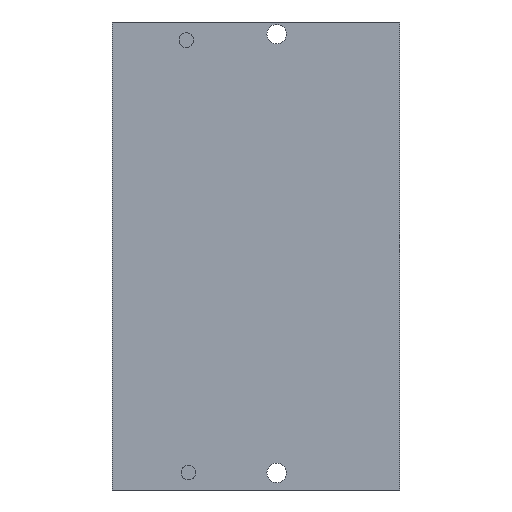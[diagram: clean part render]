
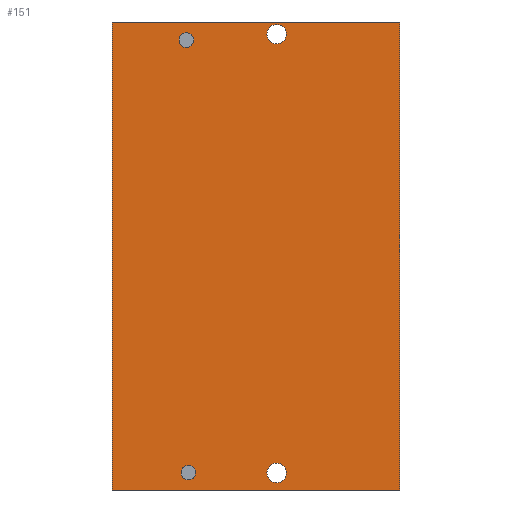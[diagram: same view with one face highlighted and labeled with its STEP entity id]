
A CAD part, front view. The second image highlights one B-rep face of the part: STEP entity #151.
In plain terms, the highlighted planar face has unit normal (0, -1, 0).
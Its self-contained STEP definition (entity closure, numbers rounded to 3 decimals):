
#65 = DIRECTION ( 'NONE',  ( 0., -1., 0. ) ) ;
#95 = DIRECTION ( 'NONE',  ( 0., 0., -1. ) ) ;
#99 = ORIENTED_EDGE ( 'NONE', *, *, #1596, .F. ) ;
#119 = VERTEX_POINT ( 'NONE', #2728 ) ;
#151 = ADVANCED_FACE ( 'NONE', ( #2060, #1806, #2830, #503, #2246 ), #3275, .T. ) ;
#202 = LINE ( 'NONE', #2240, #2312 ) ;
#220 = CARTESIAN_POINT ( 'NONE',  ( 31.75, -21., 1.5 ) ) ;
#256 = CARTESIAN_POINT ( 'NONE',  ( 15.126, -21., 3.565 ) ) ;
#293 = AXIS2_PLACEMENT_3D ( 'NONE', #1876, #65, #1892 ) ;
#338 = CARTESIAN_POINT ( 'NONE',  ( 11.706, -21., 92.279 ) ) ;
#383 = CARTESIAN_POINT ( 'NONE',  ( 31.75, -21., 93.5 ) ) ;
#396 = CIRCLE ( 'NONE', #293, 1.5 ) ;
#398 = CIRCLE ( 'NONE', #2043, 1.5 ) ;
#429 = AXIS2_PLACEMENT_3D ( 'NONE', #2579, #639, #945 ) ;
#503 = FACE_BOUND ( 'NONE', #1623, .T. ) ;
#554 = CARTESIAN_POINT ( 'NONE',  ( 13.206, -21., 92.279 ) ) ;
#563 = EDGE_LOOP ( 'NONE', ( #2058, #2279 ) ) ;
#570 = CIRCLE ( 'NONE', #2798, 2. ) ;
#615 = DIRECTION ( 'NONE',  ( 0., 0., -1. ) ) ;
#639 = DIRECTION ( 'NONE',  ( 0., -1., 0. ) ) ;
#646 = CARTESIAN_POINT ( 'NONE',  ( 31.75, -21., 91.5 ) ) ;
#669 = DIRECTION ( 'NONE',  ( 0., 0., -1. ) ) ;
#699 = DIRECTION ( 'NONE',  ( 0., 0., -1. ) ) ;
#737 = CARTESIAN_POINT ( 'NONE',  ( -2., -21., 96. ) ) ;
#745 = CARTESIAN_POINT ( 'NONE',  ( 57., -21., 96. ) ) ;
#818 = VERTEX_POINT ( 'NONE', #256 ) ;
#833 = AXIS2_PLACEMENT_3D ( 'NONE', #1161, #3249, #1953 ) ;
#853 = DIRECTION ( 'NONE',  ( 0., -1., 0. ) ) ;
#855 = EDGE_CURVE ( 'NONE', #2271, #2637, #3099, .T. ) ;
#862 = EDGE_LOOP ( 'NONE', ( #2823, #1234 ) ) ;
#870 = AXIS2_PLACEMENT_3D ( 'NONE', #554, #1875, #1600 ) ;
#880 = VERTEX_POINT ( 'NONE', #2426 ) ;
#919 = DIRECTION ( 'NONE',  ( -1., 0., 0. ) ) ;
#945 = DIRECTION ( 'NONE',  ( 0., 0., -1. ) ) ;
#949 = VECTOR ( 'NONE', #1049, 1000. ) ;
#1018 = EDGE_CURVE ( 'NONE', #1085, #1928, #1937, .T. ) ;
#1049 = DIRECTION ( 'NONE',  ( 0., 0., -1. ) ) ;
#1073 = VERTEX_POINT ( 'NONE', #220 ) ;
#1085 = VERTEX_POINT ( 'NONE', #745 ) ;
#1123 = CARTESIAN_POINT ( 'NONE',  ( -2., -21., 0. ) ) ;
#1161 = CARTESIAN_POINT ( 'NONE',  ( 31.75, -21., 3.5 ) ) ;
#1198 = VECTOR ( 'NONE', #1682, 1000. ) ;
#1202 = ORIENTED_EDGE ( 'NONE', *, *, #2069, .T. ) ;
#1234 = ORIENTED_EDGE ( 'NONE', *, *, #855, .F. ) ;
#1292 = ORIENTED_EDGE ( 'NONE', *, *, #1831, .F. ) ;
#1326 = VERTEX_POINT ( 'NONE', #1123 ) ;
#1374 = EDGE_CURVE ( 'NONE', #818, #2842, #3310, .T. ) ;
#1379 = CARTESIAN_POINT ( 'NONE',  ( 13.626, -21., 3.565 ) ) ;
#1410 = LINE ( 'NONE', #2721, #2361 ) ;
#1415 = DIRECTION ( 'NONE',  ( 0., 0., -1. ) ) ;
#1505 = CIRCLE ( 'NONE', #1783, 2. ) ;
#1522 = ORIENTED_EDGE ( 'NONE', *, *, #2566, .F. ) ;
#1596 = EDGE_CURVE ( 'NONE', #880, #1073, #570, .T. ) ;
#1600 = DIRECTION ( 'NONE',  ( 0., 0., -1. ) ) ;
#1623 = EDGE_LOOP ( 'NONE', ( #2986, #99 ) ) ;
#1635 = AXIS2_PLACEMENT_3D ( 'NONE', #1379, #1950, #95 ) ;
#1676 = CARTESIAN_POINT ( 'NONE',  ( -2., -21., 96. ) ) ;
#1682 = DIRECTION ( 'NONE',  ( -1., 0., 0. ) ) ;
#1783 = AXIS2_PLACEMENT_3D ( 'NONE', #3191, #853, #615 ) ;
#1806 = FACE_BOUND ( 'NONE', #563, .T. ) ;
#1822 = AXIS2_PLACEMENT_3D ( 'NONE', #383, #2693, #1415 ) ;
#1831 = EDGE_CURVE ( 'NONE', #1909, #2813, #1505, .T. ) ;
#1848 = ORIENTED_EDGE ( 'NONE', *, *, #2562, .F. ) ;
#1860 = CARTESIAN_POINT ( 'NONE',  ( 31.75, -21., 95.5 ) ) ;
#1875 = DIRECTION ( 'NONE',  ( 0., -1., 0. ) ) ;
#1876 = CARTESIAN_POINT ( 'NONE',  ( 13.206, -21., 92.279 ) ) ;
#1892 = DIRECTION ( 'NONE',  ( 0., 0., -1. ) ) ;
#1894 = EDGE_LOOP ( 'NONE', ( #1522, #1848, #2233, #1202 ) ) ;
#1909 = VERTEX_POINT ( 'NONE', #646 ) ;
#1928 = VERTEX_POINT ( 'NONE', #1676 ) ;
#1937 = LINE ( 'NONE', #2963, #1198 ) ;
#1950 = DIRECTION ( 'NONE',  ( 0., -1., 0. ) ) ;
#1953 = DIRECTION ( 'NONE',  ( 0., 0., -1. ) ) ;
#1974 = CIRCLE ( 'NONE', #1822, 2. ) ;
#2007 = CARTESIAN_POINT ( 'NONE',  ( 13.626, -21., 3.565 ) ) ;
#2043 = AXIS2_PLACEMENT_3D ( 'NONE', #2007, #2779, #669 ) ;
#2058 = ORIENTED_EDGE ( 'NONE', *, *, #1374, .F. ) ;
#2060 = FACE_BOUND ( 'NONE', #862, .T. ) ;
#2069 = EDGE_CURVE ( 'NONE', #1928, #1326, #3047, .T. ) ;
#2099 = CARTESIAN_POINT ( 'NONE',  ( 12.126, -21., 3.565 ) ) ;
#2200 = DIRECTION ( 'NONE',  ( 0., -1., 0. ) ) ;
#2211 = EDGE_CURVE ( 'NONE', #2813, #1909, #1974, .T. ) ;
#2233 = ORIENTED_EDGE ( 'NONE', *, *, #1018, .T. ) ;
#2240 = CARTESIAN_POINT ( 'NONE',  ( 57., -21., 96. ) ) ;
#2246 = FACE_OUTER_BOUND ( 'NONE', #1894, .T. ) ;
#2271 = VERTEX_POINT ( 'NONE', #338 ) ;
#2279 = ORIENTED_EDGE ( 'NONE', *, *, #2548, .F. ) ;
#2312 = VECTOR ( 'NONE', #3305, 1000. ) ;
#2320 = ORIENTED_EDGE ( 'NONE', *, *, #2211, .F. ) ;
#2361 = VECTOR ( 'NONE', #919, 1000. ) ;
#2426 = CARTESIAN_POINT ( 'NONE',  ( 31.75, -21., 5.5 ) ) ;
#2548 = EDGE_CURVE ( 'NONE', #2842, #818, #398, .T. ) ;
#2562 = EDGE_CURVE ( 'NONE', #1085, #119, #202, .T. ) ;
#2566 = EDGE_CURVE ( 'NONE', #119, #1326, #1410, .T. ) ;
#2579 = CARTESIAN_POINT ( 'NONE',  ( 0., -21., 96. ) ) ;
#2596 = CARTESIAN_POINT ( 'NONE',  ( 14.706, -21., 92.279 ) ) ;
#2637 = VERTEX_POINT ( 'NONE', #2596 ) ;
#2693 = DIRECTION ( 'NONE',  ( 0., -1., 0. ) ) ;
#2721 = CARTESIAN_POINT ( 'NONE',  ( 0., -21., 0. ) ) ;
#2728 = CARTESIAN_POINT ( 'NONE',  ( 57., -21., 0. ) ) ;
#2730 = CIRCLE ( 'NONE', #833, 2. ) ;
#2779 = DIRECTION ( 'NONE',  ( 0., -1., 0. ) ) ;
#2789 = EDGE_CURVE ( 'NONE', #2637, #2271, #396, .T. ) ;
#2798 = AXIS2_PLACEMENT_3D ( 'NONE', #3029, #2200, #699 ) ;
#2813 = VERTEX_POINT ( 'NONE', #1860 ) ;
#2823 = ORIENTED_EDGE ( 'NONE', *, *, #2789, .F. ) ;
#2830 = FACE_BOUND ( 'NONE', #3155, .T. ) ;
#2842 = VERTEX_POINT ( 'NONE', #2099 ) ;
#2894 = EDGE_CURVE ( 'NONE', #1073, #880, #2730, .T. ) ;
#2963 = CARTESIAN_POINT ( 'NONE',  ( 0., -21., 96. ) ) ;
#2986 = ORIENTED_EDGE ( 'NONE', *, *, #2894, .F. ) ;
#3029 = CARTESIAN_POINT ( 'NONE',  ( 31.75, -21., 3.5 ) ) ;
#3047 = LINE ( 'NONE', #737, #949 ) ;
#3099 = CIRCLE ( 'NONE', #870, 1.5 ) ;
#3155 = EDGE_LOOP ( 'NONE', ( #1292, #2320 ) ) ;
#3191 = CARTESIAN_POINT ( 'NONE',  ( 31.75, -21., 93.5 ) ) ;
#3249 = DIRECTION ( 'NONE',  ( 0., -1., 0. ) ) ;
#3275 = PLANE ( 'NONE',  #429 ) ;
#3305 = DIRECTION ( 'NONE',  ( 0., 0., -1. ) ) ;
#3310 = CIRCLE ( 'NONE', #1635, 1.5 ) ;
